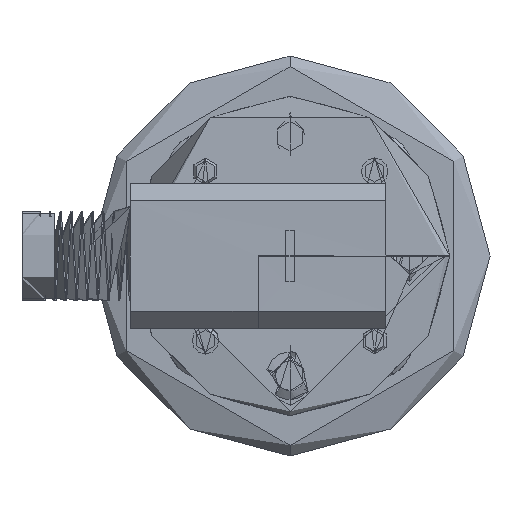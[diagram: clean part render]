
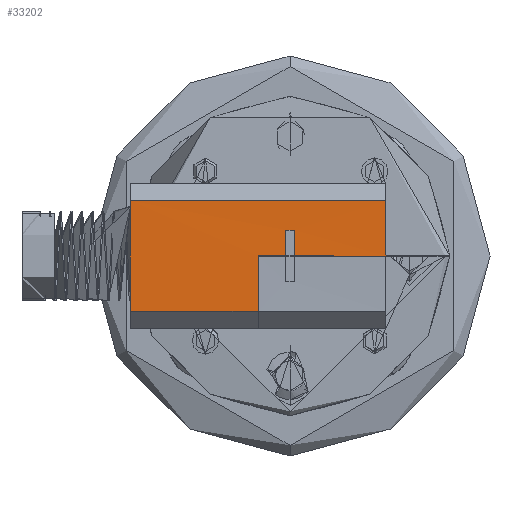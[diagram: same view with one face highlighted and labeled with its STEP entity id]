
A CAD part, left-side view. The second image highlights one B-rep face of the part: STEP entity #33202.
In plain terms, the highlighted planar face has unit normal (1, 0, 0).
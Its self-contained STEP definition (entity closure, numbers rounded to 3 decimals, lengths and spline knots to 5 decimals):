
#564 = EDGE_CURVE ( 'NONE', #55439, #45130, #31279, .T. ) ;
#598 = CARTESIAN_POINT ( 'NONE',  ( -2.75666, 0.59905, 2.55157 ) ) ;
#806 = EDGE_CURVE ( 'NONE', #41874, #41527, #22972, .T. ) ;
#1451 = DIRECTION ( 'NONE',  ( 0., 0., -1. ) ) ;
#1782 = VECTOR ( 'NONE', #12235, 39.37008 ) ;
#1908 = LINE ( 'NONE', #8714, #23886 ) ;
#2233 = LINE ( 'NONE', #59025, #13616 ) ;
#2825 = ORIENTED_EDGE ( 'NONE', *, *, #17415, .F. ) ;
#2937 = CARTESIAN_POINT ( 'NONE',  ( -2.75666, 0.66405, 2.72157 ) ) ;
#3177 = DIRECTION ( 'NONE',  ( 0., 1., 0. ) ) ;
#3423 = DIRECTION ( 'NONE',  ( 0., 1., 0. ) ) ;
#7397 = VECTOR ( 'NONE', #1451, 39.37008 ) ;
#8258 = EDGE_CURVE ( 'NONE', #41527, #54697, #45319, .T. ) ;
#8714 = CARTESIAN_POINT ( 'NONE',  ( -2.75666, 0.21405, 2.85157 ) ) ;
#10347 = CARTESIAN_POINT ( 'NONE',  ( -2.75666, 0.96405, 2.59157 ) ) ;
#12075 = VECTOR ( 'NONE', #3177, 39.37008 ) ;
#12235 = DIRECTION ( 'NONE',  ( 0., 1., 0. ) ) ;
#12943 = ORIENTED_EDGE ( 'NONE', *, *, #61710, .T. ) ;
#13437 = CARTESIAN_POINT ( 'NONE',  ( -2.75566, 0.59238, 2.78257 ) ) ;
#13616 = VECTOR ( 'NONE', #15576, 39.37008 ) ;
#14388 = ORIENTED_EDGE ( 'NONE', *, *, #41782, .F. ) ;
#14963 = DIRECTION ( 'NONE',  ( 0., 0., -1. ) ) ;
#15576 = DIRECTION ( 'NONE',  ( 0., 1., 0. ) ) ;
#16798 = AXIS2_PLACEMENT_3D ( 'NONE', #23123, #28388, #28579 ) ;
#17415 = EDGE_CURVE ( 'NONE', #55439, #54697, #44323, .T. ) ;
#22972 = LINE ( 'NONE', #26185, #1782 ) ;
#23123 = CARTESIAN_POINT ( 'NONE',  ( -2.75666, 0.21405, 2.55157 ) ) ;
#23174 = CARTESIAN_POINT ( 'NONE',  ( -2.75616, 0.57905, 2.78257 ) ) ;
#23865 = VERTEX_POINT ( 'NONE', #50215 ) ;
#23886 = VECTOR ( 'NONE', #3423, 39.37008 ) ;
#25545 = ORIENTED_EDGE ( 'NONE', *, *, #564, .T. ) ;
#25570 = LINE ( 'NONE', #30829, #7397 ) ;
#25670 = LINE ( 'NONE', #42594, #12075 ) ;
#26185 = CARTESIAN_POINT ( 'NONE',  ( -2.75666, 0.21405, 2.72157 ) ) ;
#27598 = CARTESIAN_POINT ( 'NONE',  ( -2.75616, 0.59905, 2.78257 ) ) ;
#27953 = CARTESIAN_POINT ( 'NONE',  ( -2.75666, 0.59905, 2.72157 ) ) ;
#28388 = DIRECTION ( 'NONE',  ( 1., 0., 0. ) ) ;
#28579 = DIRECTION ( 'NONE',  ( 0., 0., -1. ) ) ;
#29992 = LINE ( 'NONE', #59645, #41411 ) ;
#30829 = CARTESIAN_POINT ( 'NONE',  ( -2.75666, 0.66405, 2.55157 ) ) ;
#31279 = LINE ( 'NONE', #598, #62444 ) ;
#31346 = ORIENTED_EDGE ( 'NONE', *, *, #34159, .F. ) ;
#31890 = ORIENTED_EDGE ( 'NONE', *, *, #33408, .F. ) ;
#32216 = CARTESIAN_POINT ( 'NONE',  ( -2.75666, 0.96405, 2.85157 ) ) ;
#32233 = CARTESIAN_POINT ( 'NONE',  ( -2.75666, 0.66405, 2.59157 ) ) ;
#32910 = CARTESIAN_POINT ( 'NONE',  ( -2.75566, 0.58572, 2.78257 ) ) ;
#33064 = FACE_OUTER_BOUND ( 'NONE', #61083, .T. ) ;
#33202 = ADVANCED_FACE ( 'NONE', ( #33064 ), #47317, .T. ) ;
#33212 = DIRECTION ( 'NONE',  ( 0., 0., 1. ) ) ;
#33408 = EDGE_CURVE ( 'NONE', #41874, #23865, #29992, .T. ) ;
#34159 = EDGE_CURVE ( 'NONE', #23865, #45009, #1908, .T. ) ;
#34445 = DIRECTION ( 'NONE',  ( 0., 0., 1. ) ) ;
#40168 = ORIENTED_EDGE ( 'NONE', *, *, #806, .T. ) ;
#40661 = ORIENTED_EDGE ( 'NONE', *, *, #47463, .T. ) ;
#40725 = CARTESIAN_POINT ( 'NONE',  ( -2.75666, 0.36405, 2.72157 ) ) ;
#40794 = VERTEX_POINT ( 'NONE', #10347 ) ;
#41411 = VECTOR ( 'NONE', #34445, 39.37008 ) ;
#41527 = VERTEX_POINT ( 'NONE', #52510 ) ;
#41782 = EDGE_CURVE ( 'NONE', #45009, #40794, #48104, .T. ) ;
#41874 = VERTEX_POINT ( 'NONE', #40725 ) ;
#42580 = ORIENTED_EDGE ( 'NONE', *, *, #8258, .T. ) ;
#42594 = CARTESIAN_POINT ( 'NONE',  ( -2.75666, 0.21405, 2.72157 ) ) ;
#44323 = B_SPLINE_CURVE_WITH_KNOTS ( 'NONE', 3,
 ( #27598, #13437, #32910, #23174 ),
 .UNSPECIFIED., .F., .F.,
 ( 4, 4 ),
 ( 0., 1. ),
 .UNSPECIFIED. ) ;
#45009 = VERTEX_POINT ( 'NONE', #32216 ) ;
#45130 = VERTEX_POINT ( 'NONE', #27953 ) ;
#45319 = LINE ( 'NONE', #56728, #52914 ) ;
#47317 = PLANE ( 'NONE',  #16798 ) ;
#47463 = EDGE_CURVE ( 'NONE', #45130, #50128, #25670, .T. ) ;
#48104 = LINE ( 'NONE', #55618, #49626 ) ;
#48229 = VERTEX_POINT ( 'NONE', #32233 ) ;
#49626 = VECTOR ( 'NONE', #55805, 39.37008 ) ;
#50128 = VERTEX_POINT ( 'NONE', #2937 ) ;
#50215 = CARTESIAN_POINT ( 'NONE',  ( -2.75666, 0.36405, 2.85157 ) ) ;
#50854 = CARTESIAN_POINT ( 'NONE',  ( -2.75616, 0.59905, 2.78257 ) ) ;
#52510 = CARTESIAN_POINT ( 'NONE',  ( -2.75666, 0.57905, 2.72157 ) ) ;
#52914 = VECTOR ( 'NONE', #33212, 39.37008 ) ;
#54697 = VERTEX_POINT ( 'NONE', #62887 ) ;
#55439 = VERTEX_POINT ( 'NONE', #50854 ) ;
#55618 = CARTESIAN_POINT ( 'NONE',  ( -2.75666, 0.96405, 2.55157 ) ) ;
#55805 = DIRECTION ( 'NONE',  ( 0., 0., -1. ) ) ;
#56728 = CARTESIAN_POINT ( 'NONE',  ( -2.75666, 0.57905, 2.55157 ) ) ;
#57634 = ORIENTED_EDGE ( 'NONE', *, *, #60133, .T. ) ;
#59025 = CARTESIAN_POINT ( 'NONE',  ( -2.75666, 0.21405, 2.59157 ) ) ;
#59645 = CARTESIAN_POINT ( 'NONE',  ( -2.75666, 0.36405, 3.09657 ) ) ;
#60133 = EDGE_CURVE ( 'NONE', #48229, #40794, #2233, .T. ) ;
#61083 = EDGE_LOOP ( 'NONE', ( #31346, #31890, #40168, #42580, #2825, #25545, #40661, #12943, #57634, #14388 ) ) ;
#61710 = EDGE_CURVE ( 'NONE', #50128, #48229, #25570, .T. ) ;
#62444 = VECTOR ( 'NONE', #14963, 39.37008 ) ;
#62887 = CARTESIAN_POINT ( 'NONE',  ( -2.75616, 0.57905, 2.78257 ) ) ;
